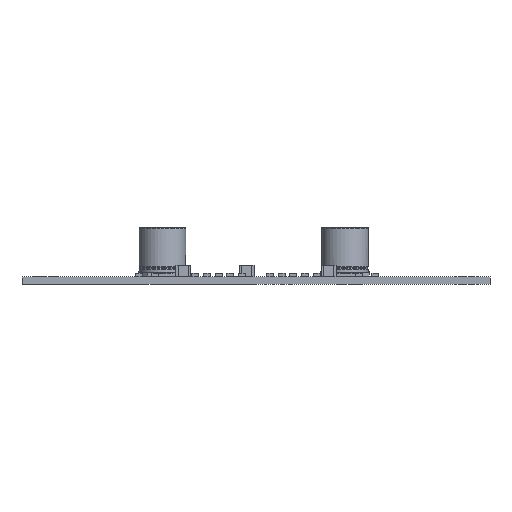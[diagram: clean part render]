
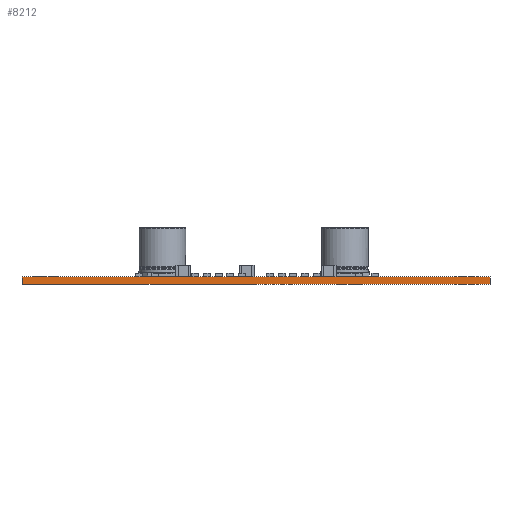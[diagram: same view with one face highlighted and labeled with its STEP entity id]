
A CAD part, left-side view. The second image highlights one B-rep face of the part: STEP entity #8212.
In plain terms, the highlighted planar face has unit normal (-1, 0, 0).
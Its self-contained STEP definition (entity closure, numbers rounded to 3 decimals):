
#8212 = ADVANCED_FACE('',(#8213),#8227,.F.);
#8213 = FACE_BOUND('',#8214,.F.);
#8214 = EDGE_LOOP('',(#8215,#8250,#8278,#8306));
#8215 = ORIENTED_EDGE('',*,*,#8216,.T.);
#8216 = EDGE_CURVE('',#8217,#8219,#8221,.T.);
#8217 = VERTEX_POINT('',#8218);
#8218 = CARTESIAN_POINT('',(50.,-50.,0.));
#8219 = VERTEX_POINT('',#8220);
#8220 = CARTESIAN_POINT('',(50.,-50.,1.6));
#8221 = SURFACE_CURVE('',#8222,(#8226,#8238),.PCURVE_S1.);
#8222 = LINE('',#8223,#8224);
#8223 = CARTESIAN_POINT('',(50.,-50.,0.));
#8224 = VECTOR('',#8225,1.);
#8225 = DIRECTION('',(0.,0.,1.));
#8226 = PCURVE('',#8227,#8232);
#8227 = PLANE('',#8228);
#8228 = AXIS2_PLACEMENT_3D('',#8229,#8230,#8231);
#8229 = CARTESIAN_POINT('',(50.,-50.,0.));
#8230 = DIRECTION('',(1.,0.,0.));
#8231 = DIRECTION('',(0.,-1.,0.));
#8232 = DEFINITIONAL_REPRESENTATION('',(#8233),#8237);
#8233 = LINE('',#8234,#8235);
#8234 = CARTESIAN_POINT('',(0.,0.));
#8235 = VECTOR('',#8236,1.);
#8236 = DIRECTION('',(0.,-1.));
#8237 = ( GEOMETRIC_REPRESENTATION_CONTEXT(2) 
PARAMETRIC_REPRESENTATION_CONTEXT() REPRESENTATION_CONTEXT('2D SPACE',''
  ) );
#8238 = PCURVE('',#8239,#8244);
#8239 = PLANE('',#8240);
#8240 = AXIS2_PLACEMENT_3D('',#8241,#8242,#8243);
#8241 = CARTESIAN_POINT('',(150.,-50.,0.));
#8242 = DIRECTION('',(0.,-1.,0.));
#8243 = DIRECTION('',(-1.,0.,0.));
#8244 = DEFINITIONAL_REPRESENTATION('',(#8245),#8249);
#8245 = LINE('',#8246,#8247);
#8246 = CARTESIAN_POINT('',(100.,0.));
#8247 = VECTOR('',#8248,1.);
#8248 = DIRECTION('',(0.,-1.));
#8249 = ( GEOMETRIC_REPRESENTATION_CONTEXT(2) 
PARAMETRIC_REPRESENTATION_CONTEXT() REPRESENTATION_CONTEXT('2D SPACE',''
  ) );
#8250 = ORIENTED_EDGE('',*,*,#8251,.T.);
#8251 = EDGE_CURVE('',#8219,#8252,#8254,.T.);
#8252 = VERTEX_POINT('',#8253);
#8253 = CARTESIAN_POINT('',(50.,-150.,1.6));
#8254 = SURFACE_CURVE('',#8255,(#8259,#8266),.PCURVE_S1.);
#8255 = LINE('',#8256,#8257);
#8256 = CARTESIAN_POINT('',(50.,-50.,1.6));
#8257 = VECTOR('',#8258,1.);
#8258 = DIRECTION('',(0.,-1.,0.));
#8259 = PCURVE('',#8227,#8260);
#8260 = DEFINITIONAL_REPRESENTATION('',(#8261),#8265);
#8261 = LINE('',#8262,#8263);
#8262 = CARTESIAN_POINT('',(0.,-1.6));
#8263 = VECTOR('',#8264,1.);
#8264 = DIRECTION('',(1.,0.));
#8265 = ( GEOMETRIC_REPRESENTATION_CONTEXT(2) 
PARAMETRIC_REPRESENTATION_CONTEXT() REPRESENTATION_CONTEXT('2D SPACE',''
  ) );
#8266 = PCURVE('',#8267,#8272);
#8267 = PLANE('',#8268);
#8268 = AXIS2_PLACEMENT_3D('',#8269,#8270,#8271);
#8269 = CARTESIAN_POINT('',(100.,-100.,1.6));
#8270 = DIRECTION('',(0.,0.,1.));
#8271 = DIRECTION('',(1.,0.,0.));
#8272 = DEFINITIONAL_REPRESENTATION('',(#8273),#8277);
#8273 = LINE('',#8274,#8275);
#8274 = CARTESIAN_POINT('',(-50.,50.));
#8275 = VECTOR('',#8276,1.);
#8276 = DIRECTION('',(0.,-1.));
#8277 = ( GEOMETRIC_REPRESENTATION_CONTEXT(2) 
PARAMETRIC_REPRESENTATION_CONTEXT() REPRESENTATION_CONTEXT('2D SPACE',''
  ) );
#8278 = ORIENTED_EDGE('',*,*,#8279,.F.);
#8279 = EDGE_CURVE('',#8280,#8252,#8282,.T.);
#8280 = VERTEX_POINT('',#8281);
#8281 = CARTESIAN_POINT('',(50.,-150.,0.));
#8282 = SURFACE_CURVE('',#8283,(#8287,#8294),.PCURVE_S1.);
#8283 = LINE('',#8284,#8285);
#8284 = CARTESIAN_POINT('',(50.,-150.,0.));
#8285 = VECTOR('',#8286,1.);
#8286 = DIRECTION('',(0.,0.,1.));
#8287 = PCURVE('',#8227,#8288);
#8288 = DEFINITIONAL_REPRESENTATION('',(#8289),#8293);
#8289 = LINE('',#8290,#8291);
#8290 = CARTESIAN_POINT('',(100.,0.));
#8291 = VECTOR('',#8292,1.);
#8292 = DIRECTION('',(0.,-1.));
#8293 = ( GEOMETRIC_REPRESENTATION_CONTEXT(2) 
PARAMETRIC_REPRESENTATION_CONTEXT() REPRESENTATION_CONTEXT('2D SPACE',''
  ) );
#8294 = PCURVE('',#8295,#8300);
#8295 = PLANE('',#8296);
#8296 = AXIS2_PLACEMENT_3D('',#8297,#8298,#8299);
#8297 = CARTESIAN_POINT('',(50.,-150.,0.));
#8298 = DIRECTION('',(0.,1.,0.));
#8299 = DIRECTION('',(1.,0.,0.));
#8300 = DEFINITIONAL_REPRESENTATION('',(#8301),#8305);
#8301 = LINE('',#8302,#8303);
#8302 = CARTESIAN_POINT('',(0.,0.));
#8303 = VECTOR('',#8304,1.);
#8304 = DIRECTION('',(0.,-1.));
#8305 = ( GEOMETRIC_REPRESENTATION_CONTEXT(2) 
PARAMETRIC_REPRESENTATION_CONTEXT() REPRESENTATION_CONTEXT('2D SPACE',''
  ) );
#8306 = ORIENTED_EDGE('',*,*,#8307,.F.);
#8307 = EDGE_CURVE('',#8217,#8280,#8308,.T.);
#8308 = SURFACE_CURVE('',#8309,(#8313,#8320),.PCURVE_S1.);
#8309 = LINE('',#8310,#8311);
#8310 = CARTESIAN_POINT('',(50.,-50.,0.));
#8311 = VECTOR('',#8312,1.);
#8312 = DIRECTION('',(0.,-1.,0.));
#8313 = PCURVE('',#8227,#8314);
#8314 = DEFINITIONAL_REPRESENTATION('',(#8315),#8319);
#8315 = LINE('',#8316,#8317);
#8316 = CARTESIAN_POINT('',(0.,0.));
#8317 = VECTOR('',#8318,1.);
#8318 = DIRECTION('',(1.,0.));
#8319 = ( GEOMETRIC_REPRESENTATION_CONTEXT(2) 
PARAMETRIC_REPRESENTATION_CONTEXT() REPRESENTATION_CONTEXT('2D SPACE',''
  ) );
#8320 = PCURVE('',#8321,#8326);
#8321 = PLANE('',#8322);
#8322 = AXIS2_PLACEMENT_3D('',#8323,#8324,#8325);
#8323 = CARTESIAN_POINT('',(100.,-100.,0.));
#8324 = DIRECTION('',(0.,0.,1.));
#8325 = DIRECTION('',(1.,0.,0.));
#8326 = DEFINITIONAL_REPRESENTATION('',(#8327),#8331);
#8327 = LINE('',#8328,#8329);
#8328 = CARTESIAN_POINT('',(-50.,50.));
#8329 = VECTOR('',#8330,1.);
#8330 = DIRECTION('',(0.,-1.));
#8331 = ( GEOMETRIC_REPRESENTATION_CONTEXT(2) 
PARAMETRIC_REPRESENTATION_CONTEXT() REPRESENTATION_CONTEXT('2D SPACE',''
  ) );
